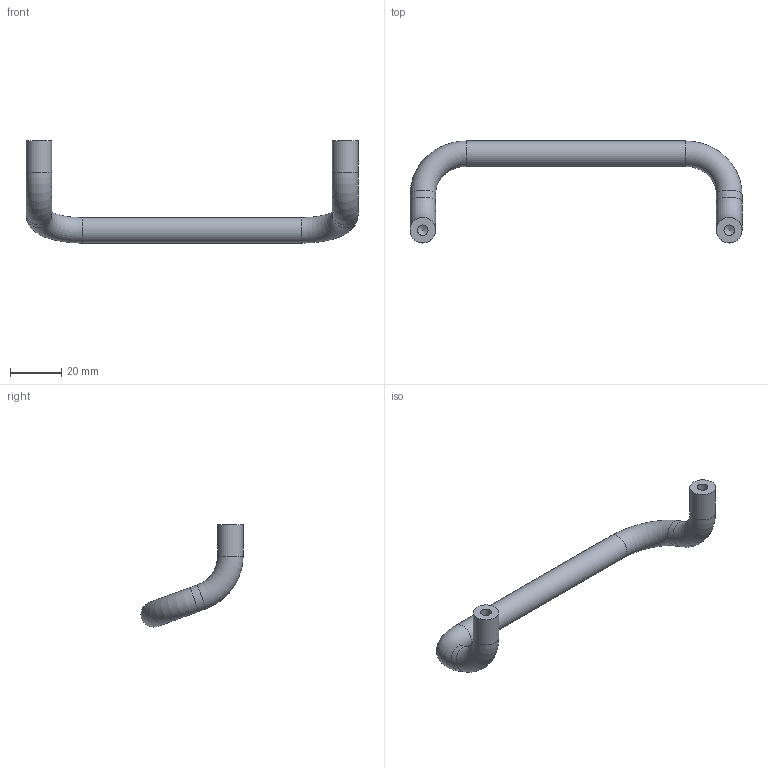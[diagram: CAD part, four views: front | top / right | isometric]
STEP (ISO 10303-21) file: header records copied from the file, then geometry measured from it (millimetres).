
FILE_DESCRIPTION(/* description */ ('STEP AP214'),/* implementation_level */ '2;1');
FILE_NAME(/* name */ '092327',/* time_stamp */ '2022-08-11T14:05:23+02:00',/* author */ ('License CC BY-ND 4.0'),/* organization */ ('CADENAS'),/* preprocessor_version */ 'ST-DEVELOPER v18.102',/* originating_system */ 'PARTsolutions',/* authorisation */ ' ');
FILE_SCHEMA (('AUTOMOTIVE_DESIGN {1 0 10303 214 3 1 1}'));
Length unit declared in the file: millimetre
Products named in the file (1): 092327
Bounding box: 130 x 40 x 40 mm (x, y, z)
Volume: 16212.4 mm3; surface area: 7164.5 mm2
Topology: 1 solids, 1 shells, 15 faces, 30 edges, 17 vertices
Faces by surface type: cylinder 7, torus 4, plane 2, cone 2
Full cylindrical faces by diameter (mm): 4.134 x2, 10 x5
Entity records: 332 total; most frequent: DIRECTION 60, CARTESIAN_POINT 46, FACE_BOUND 30, AXIS2_PLACEMENT_3D 30, ORIENTED_EDGE 28, EDGE_LOOP 28, VERTEX_POINT 16, ADVANCED_FACE 15
